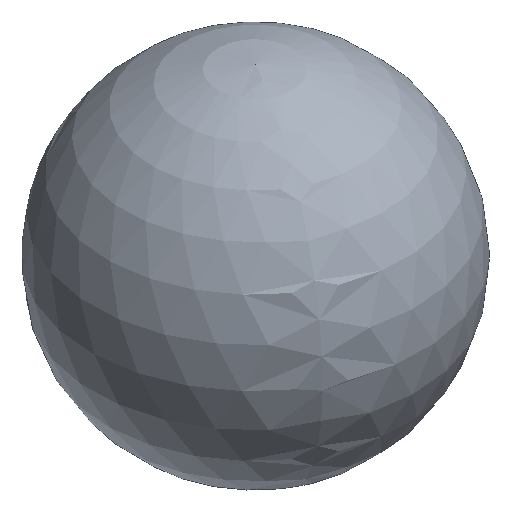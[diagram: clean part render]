
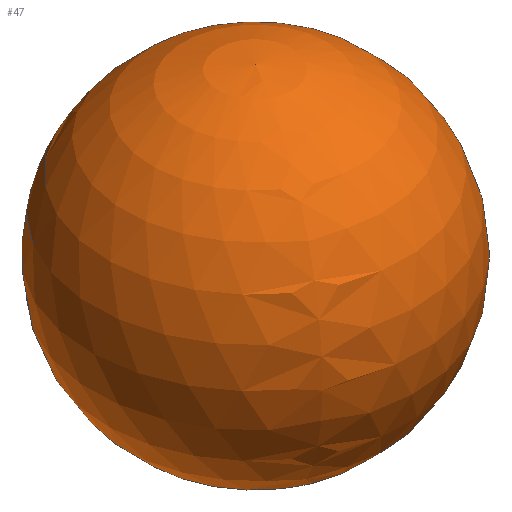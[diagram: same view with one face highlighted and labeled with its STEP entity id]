
A CAD part, isometric view. The second image highlights one B-rep face of the part: STEP entity #47.
In plain terms, the highlighted spherical face has radius 20 mm.
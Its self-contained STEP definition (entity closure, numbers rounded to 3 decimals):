
#15=SPHERICAL_SURFACE($,#56,20.);
#17=FACE_BOUND($,#26,.T.);
#26=EDGE_LOOP($,(#41));
#31=CIRCLE($,#57,11.);
#34=VERTEX_POINT($,#83);
#37=EDGE_CURVE($,#34,#34,#31,.T.);
#41=ORIENTED_EDGE($,*,*,#37,.F.);
#47=ADVANCED_FACE($,(#17),#15,.T.);
#56=AXIS2_PLACEMENT_3D($,#82,#69,#70);
#57=AXIS2_PLACEMENT_3D($,#84,#71,#72);
#69=DIRECTION('center_axis',(0.,0.,1.));
#70=DIRECTION('ref_axis',(1.,0.,0.));
#71=DIRECTION('center_axis',(0.,1.,0.));
#72=DIRECTION('ref_axis',(-1.,0.,0.));
#82=CARTESIAN_POINT('Origin',(-8.653,-5.463,0.));
#83=CARTESIAN_POINT('',(-19.653,11.24,0.));
#84=CARTESIAN_POINT('Origin',(-8.653,11.24,0.));
